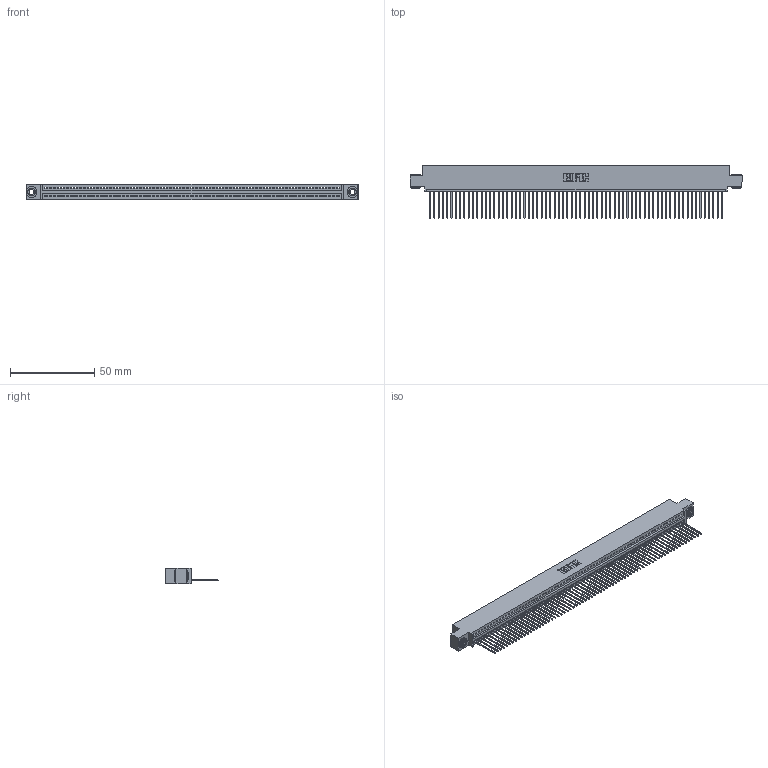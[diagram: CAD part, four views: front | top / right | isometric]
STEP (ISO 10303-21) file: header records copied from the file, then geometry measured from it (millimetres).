
FILE_DESCRIPTION (( 'STEP AP203' ), '1' );
FILE_NAME ('345-069-542-403.STEP', '2019-10-12T12:30:56', ( '' ), ( '' ), 'SwSTEP 2.0', 'SolidWorks 2016', '' );
FILE_SCHEMA (( 'CONFIG_CONTROL_DESIGN' ));
Length unit declared in the file: inch
Products named in the file (4): 345 Part_0.110 Offset - 0.156 Dia-TH; 345-292-001_345-293-142; 345-069-542-403; 345-250-002_345-250-002-102
Assembly tree (72 placements, depth 2):
  345-069-542-403
    345 Part_0.110 Offset - 0.156 Dia-TH
    345-292-001_345-293-142  x69
    345-250-002_345-250-002-102  x2
Bounding box: 196.47 x 31.29 x 9.4 mm (x, y, z)
Volume: 18981.5 mm3; surface area: 26859 mm2
Topology: 72 solids, 72 shells, 4170 faces, 12573 edges, 8286 vertices
Faces by surface type: plane 2854, cylinder 1308, cone 8
Entity records: 49096 total; most frequent: CARTESIAN_POINT 8482, ORIENTED_EDGE 8478, DIRECTION 7399, EDGE_CURVE 4239, LINE 3807, VECTOR 3807, VERTEX_POINT 2822, AXIS2_PLACEMENT_3D 1796
